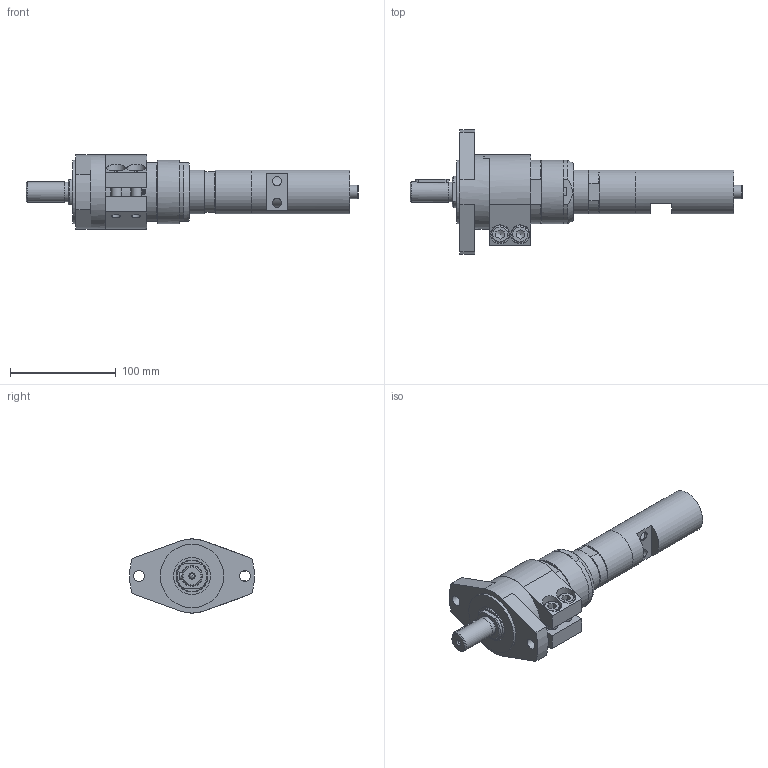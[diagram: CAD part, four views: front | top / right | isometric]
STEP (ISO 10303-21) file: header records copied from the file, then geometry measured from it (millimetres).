
FILE_DESCRIPTION(/* description */ (''),/* implementation_level */ '2;1');
FILE_NAME(/* name */ 'MUB 23-55 F100_60031785.stp',/* time_stamp */ '2019-05-23T11:50:43+02:00',/* author */ ('flambert'),/* organization */ (''),/* preprocessor_version */ 'ST-DEVELOPER v17',/* originating_system */ 'Autodesk Inventor 2018',/* authorisation */ '');
FILE_SCHEMA (('AUTOMOTIVE_DESIGN { 1 0 10303 214 3 1 1 }'));
Length unit declared in the file: millimetre
Products named in the file (1): MUB 23-55 F100_60031785
Bounding box: 313.5 x 118 x 70 mm (x, y, z)
Volume: 644332.1 mm3; surface area: 76961.3 mm2
Topology: 1 solids, 11 shells, 227 faces, 587 edges, 401 vertices
Faces by surface type: plane 113, cylinder 75, cone 29, torus 8, sphere 2
Full cylindrical faces by diameter (mm): 1.55 x2, 3.6 x1, 4 x1, 4.134 x1, 5 x1, 5.5 x1, 8 x1, 8.376 x2, 8.5 x1, 8.566 x2, 10 x2, 10.3 x2, 10.5 x2, 13 x1, 16 x2, 18 x2, 18.8 x1, 19 x1, 29.95 x1, 35 x1, 39 x1, 39.5 x1, 40 x1, 41.5 x3, 42 x1, 55.178 x1, 60 x2, 70 x1
Entity records: 7639 total; most frequent: CARTESIAN_POINT 1561, DIRECTION 1273, ORIENTED_EDGE 1166, EDGE_CURVE 583, AXIS2_PLACEMENT_3D 523, VERTEX_POINT 401, CIRCLE 291, EDGE_LOOP 272
